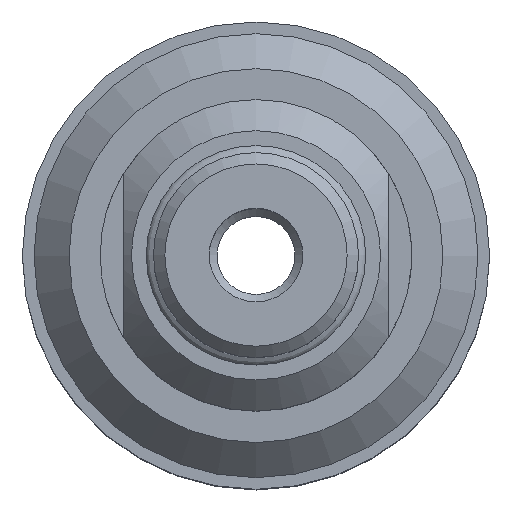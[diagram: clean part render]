
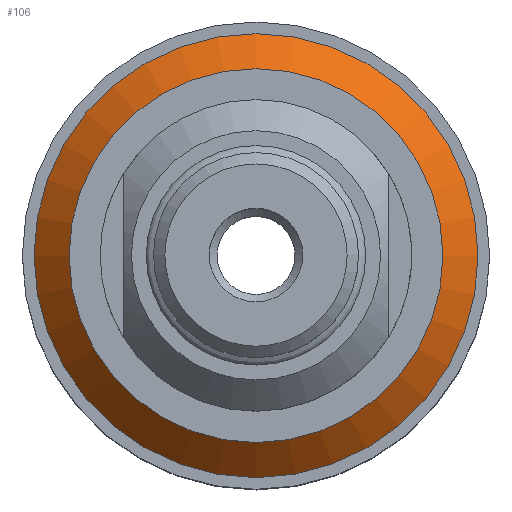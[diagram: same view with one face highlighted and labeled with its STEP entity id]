
A CAD part, top view. The second image highlights one B-rep face of the part: STEP entity #106.
In plain terms, the highlighted conical face has half-angle 45 degrees and reference radius 12 mm.
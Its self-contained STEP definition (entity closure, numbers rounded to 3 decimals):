
#106 = ADVANCED_FACE( '', ( #234, #235 ), #236, .T. );
#234 = FACE_OUTER_BOUND( '', #453, .T. );
#235 = FACE_BOUND( '', #454, .T. );
#236 = CONICAL_SURFACE( '', #455, 12., 0.785 );
#453 = EDGE_LOOP( '', ( #754 ) );
#454 = EDGE_LOOP( '', ( #755 ) );
#455 = AXIS2_PLACEMENT_3D( '', #756, #757, #758 );
#754 = ORIENTED_EDGE( '', *, *, #1028, .F. );
#755 = ORIENTED_EDGE( '', *, *, #1027, .T. );
#756 = CARTESIAN_POINT( '', ( 0., 0., 27.5 ) );
#757 = DIRECTION( '', ( 0., 0., -1. ) );
#758 = DIRECTION( '', ( -1., 0., 0. ) );
#1027 = EDGE_CURVE( '', #1159, #1159, #1160, .T. );
#1028 = EDGE_CURVE( '', #1161, #1161, #1162, .T. );
#1159 = VERTEX_POINT( '', #1359 );
#1160 = CIRCLE( '', #1360, 12. );
#1161 = VERTEX_POINT( '', #1361 );
#1162 = CIRCLE( '', #1362, 14.25 );
#1359 = CARTESIAN_POINT( '', ( -12., 0., 27.5 ) );
#1360 = AXIS2_PLACEMENT_3D( '', #1545, #1546, #1547 );
#1361 = CARTESIAN_POINT( '', ( -14.25, 0., 25.25 ) );
#1362 = AXIS2_PLACEMENT_3D( '', #1548, #1549, #1550 );
#1545 = CARTESIAN_POINT( '', ( 0., 0., 27.5 ) );
#1546 = DIRECTION( '', ( 0., 0., -1. ) );
#1547 = DIRECTION( '', ( -1., 0., 0. ) );
#1548 = CARTESIAN_POINT( '', ( 0., 0., 25.25 ) );
#1549 = DIRECTION( '', ( 0., 0., -1. ) );
#1550 = DIRECTION( '', ( -1., 0., 0. ) );
